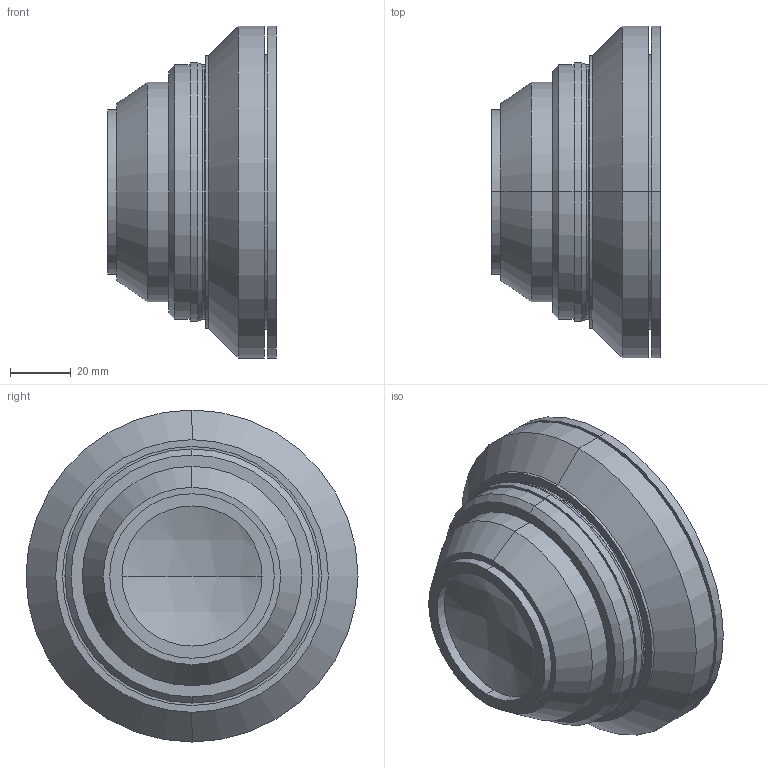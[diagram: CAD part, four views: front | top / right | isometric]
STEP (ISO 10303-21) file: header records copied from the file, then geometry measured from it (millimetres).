
FILE_DESCRIPTION (( 'STEP AP203' ), '1' );
FILE_NAME ('S4LFT1254_126_02.STEP', '2013-12-18T12:40:37', ( 'poweredge' ), ( 'Hewlett-Packard Company' ), 'SwSTEP 2.0', 'SolidWorks 2013', '' );
FILE_SCHEMA (( 'CONFIG_CONTROL_DESIGN' ));
Length unit declared in the file: millimetre
Products named in the file (1): S4LFT1254_126_02
Bounding box: 55.3 x 109 x 109 mm (x, y, z)
Surface area: 37358.8 mm2 (no closed solid volume)
Topology: 0 solids, 4 shells, 43 faces, 90 edges, 57 vertices
Faces by surface type: cylinder 20, plane 9, cone 8, torus 4, sphere 2
Entity records: 1242 total; most frequent: DIRECTION 240, CARTESIAN_POINT 191, ORIENTED_EDGE 168, AXIS2_PLACEMENT_3D 106, EDGE_CURVE 90, CIRCLE 62, VERTEX_POINT 57, EDGE_LOOP 51
